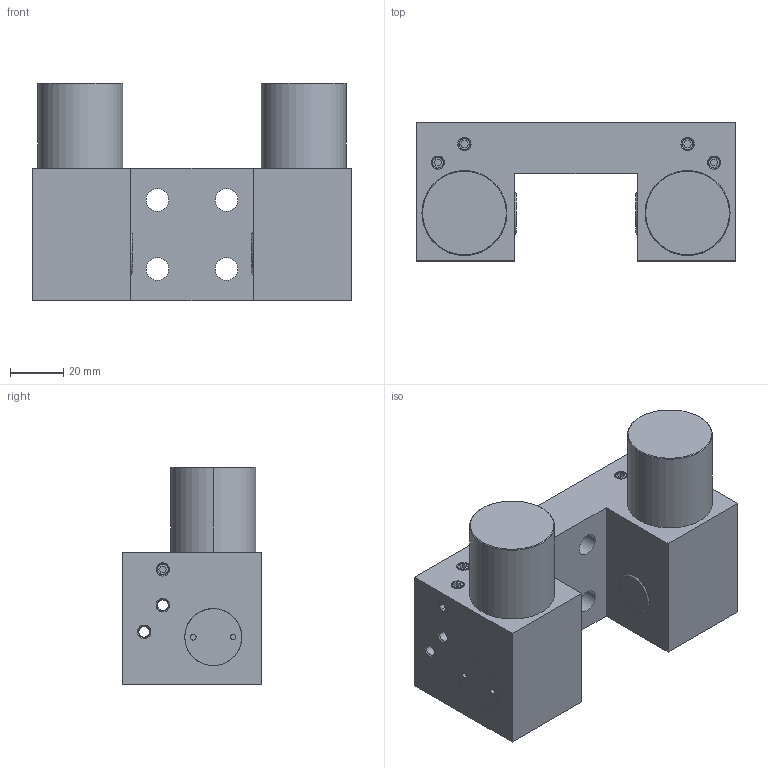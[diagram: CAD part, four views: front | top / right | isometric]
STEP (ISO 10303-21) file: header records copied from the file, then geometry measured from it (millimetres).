
FILE_DESCRIPTION((''),'2;1');
FILE_NAME('FRC45T_SEM-DEM_SW0001','2013-07-19T',('Anacleto'),(''),'PRO/ENGINEER BY PARAMETRIC TECHNOLOGY CORPORATION, 2010020','PRO/ENGINEER BY PARAMETRIC TECHNOLOGY CORPORATION, 2010020','');
FILE_SCHEMA(('CONFIG_CONTROL_DESIGN'));
Length unit declared in the file: millimetre
Products named in the file (1): FRC45T_SEM-DEM_SW0001
Bounding box: 120 x 52 x 82 mm (x, y, z)
Volume: 200775.7 mm3; surface area: 61348.9 mm2
Topology: 8 solids, 8 shells, 395 faces, 906 edges, 550 vertices
Faces by surface type: cylinder 164, plane 121, cone 94, torus 16
Entity records: 12903 total; most frequent: CARTESIAN_POINT 3854, DIRECTION 1952, ORIENTED_EDGE 1796, EDGE_CURVE 898, AXIS2_PLACEMENT_3D 763, VERTEX_POINT 550, EDGE_LOOP 458, VECTOR 426
